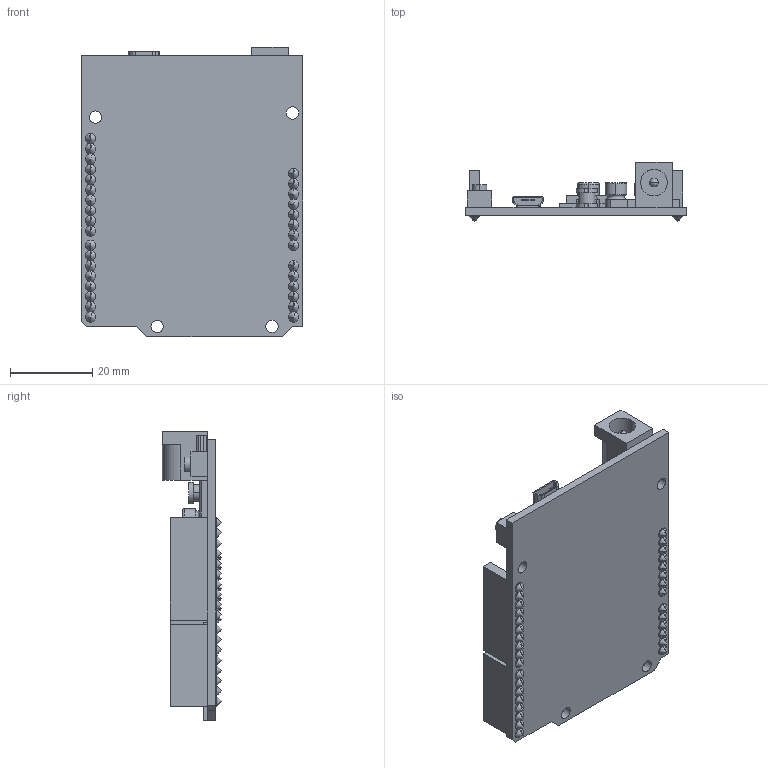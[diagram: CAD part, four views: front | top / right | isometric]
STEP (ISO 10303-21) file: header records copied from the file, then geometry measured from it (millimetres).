
FILE_DESCRIPTION((''),'2;1');
FILE_NAME('PRT0003','2018-09-17T11:54:15',('Davor'),(''),'CREO PARAMETRIC BY PTC INC, 2018100','CREO PARAMETRIC BY PTC INC, 2018100','');
FILE_SCHEMA(('AP242_MANAGED_MODEL_BASED_3D_ENGINEERING_MIM_LF { 1 0 10303 442 1 1 4 }'));
Length unit declared in the file: millimetre
Products named in the file (1): PRT0003
Bounding box: 54 x 14.5 x 70.5 mm (x, y, z)
Volume: 11422.3 mm3; surface area: 12604.3 mm2
Topology: 1 solids, 1 shells, 622 faces, 1573 edges, 954 vertices
Faces by surface type: plane 423, cylinder 117, cone 64, torus 16, sphere 2
Entity records: 25003 total; most frequent: DIRECTION 3142, CARTESIAN_POINT 3090, ORIENTED_EDGE 3014, PRESENTATION_STYLE_ASSIGNMENT 1809, STYLED_ITEM 1569, CURVE_STYLE 1507, EDGE_CURVE 1507, VECTOR 1124
